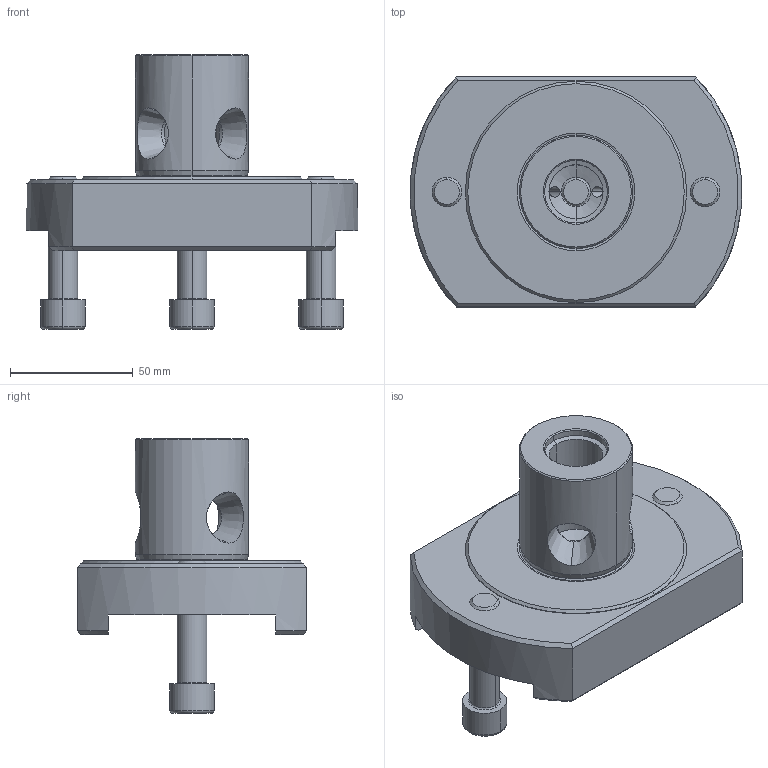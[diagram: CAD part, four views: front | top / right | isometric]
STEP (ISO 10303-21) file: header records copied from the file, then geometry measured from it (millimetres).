
FILE_DESCRIPTION(('no description'),'unknown implementation level');
FILE_NAME('23080EB0-96E4-49CB-AE94-C6A941F68AB2_export.stp',' ',('CIMSOURCE GmbH'),('CADClick - KiM GmbH - www.kimweb.de'),'unknown preprocess','ACIS','unknown authorization');
FILE_SCHEMA(('automotive_design'));
Length unit declared in the file: millimetre
Products named in the file (4): 318.201N Kaiser CKN7 X FK135|690.121 Kaiser ETL M12 X 50A_DIN 912 M12 x 20 --- 20C;Hex; 318.201N Kaiser CKN7 X FK135|318.201N Kaiser CKN7 X FK135;<N147.16 CKS7 Zapfen>-<K�rper-Verschieben/Kopieren4>
Bounding box: 134.62 x 93.5 x 111.7 mm (x, y, z)
Volume: 339469.3 mm3; surface area: 58117.4 mm2
Topology: 4 solids, 4 shells, 165 faces, 374 edges, 216 vertices
Faces by surface type: plane 59, cone 48, cylinder 42, torus 16
Entity records: 9469 total; most frequent: CARTESIAN_POINT 1445, DIRECTION 818, STYLED_ITEM 751, PRESENTATION_STYLE_ASSIGNMENT 751, COLOUR_RGB 751, ORIENTED_EDGE 732, EDGE_CURVE 366, CURVE_STYLE 366
